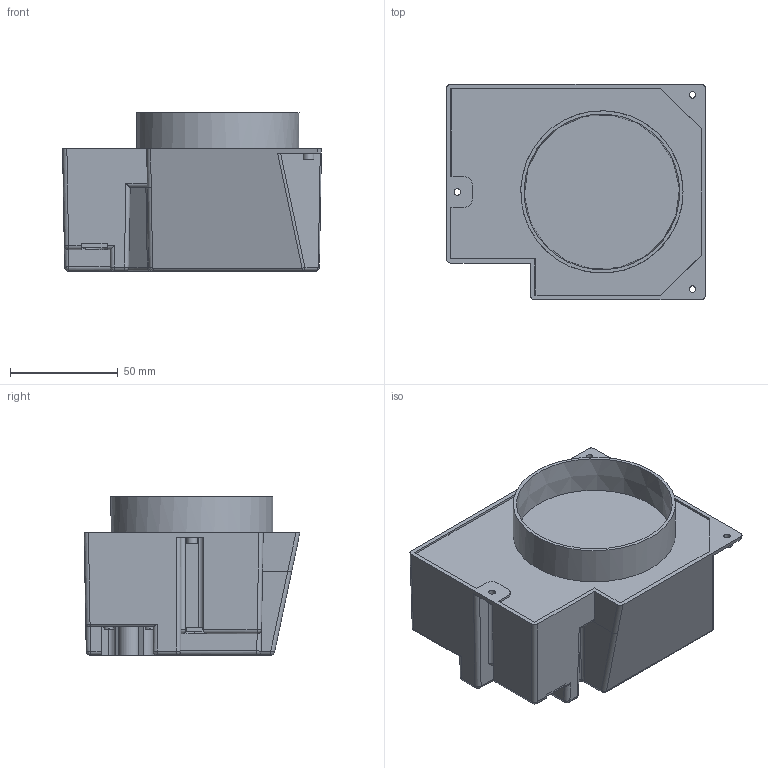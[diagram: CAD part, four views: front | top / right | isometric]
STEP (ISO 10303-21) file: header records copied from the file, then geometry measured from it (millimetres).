
FILE_DESCRIPTION((''),'2;1');
FILE_NAME('WTM, langer Topf.stp','2016-03-07T15:35:27',('bauer'),(''),'Autodesk Inventor 2012','Autodesk Inventor 2012','');
FILE_SCHEMA(('AUTOMOTIVE_DESIGN { 1 0 10303 214 1 1 1 1 }'));
Length unit declared in the file: millimetre
Products named in the file (1): WTM, langer Topf
Bounding box: 120 x 100 x 73.49 mm (x, y, z)
Volume: 551160.9 mm3; surface area: 73368.4 mm2
Topology: 1 solids, 12 shells, 396 faces, 971 edges, 612 vertices
Faces by surface type: plane 226, cylinder 121, bspline 22, sphere 15, torus 7, cone 5
Full cylindrical faces by diameter (mm): 2.256 x2, 2.5 x2, 3 x5, 3.2 x4, 5 x4, 75.2 x1
Entity records: 12407 total; most frequent: CARTESIAN_POINT 2689, DIRECTION 1947, ORIENTED_EDGE 1870, EDGE_CURVE 935, AXIS2_PLACEMENT_3D 659, VECTOR 629, LINE 629, VERTEX_POINT 603
